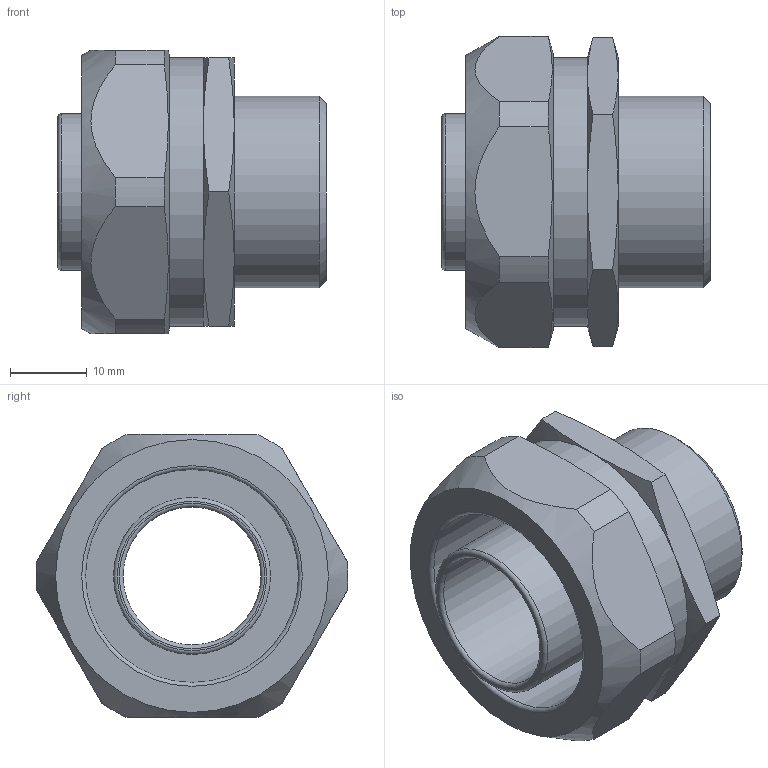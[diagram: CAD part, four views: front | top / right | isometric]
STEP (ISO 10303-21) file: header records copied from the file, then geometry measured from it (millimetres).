
FILE_DESCRIPTION( ( 'STEP AP214' ), '1' );
FILE_NAME( '6014-25A.stp', '2018-12-14T19:13:41', ( '' ), ( '' ), ' ', 'PARTsolutions', ' ' );
FILE_SCHEMA( ( 'AUTOMOTIVE_DESIGN { 1 0 10303 214 1 1 1 1 }' ) );
Length unit declared in the file: millimetre
Products named in the file (1): _6014-25A
Bounding box: 35 x 40.68 x 37 mm (x, y, z)
Volume: 14082.2 mm3; surface area: 9548.5 mm2
Topology: 1 solids, 1 shells, 51 faces, 113 edges, 69 vertices
Faces by surface type: plane 19, cone 17, cylinder 12, torus 3
Full cylindrical faces by diameter (mm): 18 x1, 20.5 x1, 21 x1, 25 x1, 27.8 x1, 35 x1
Entity records: 1966 total; most frequent: CARTESIAN_POINT 516, DIRECTION 208, ORIENTED_EDGE 194, EDGE_CURVE 97, AXIS2_PLACEMENT_3D 95, EDGE_LOOP 72, VERTEX_POINT 67, FACE_OUTER_BOUND 60
